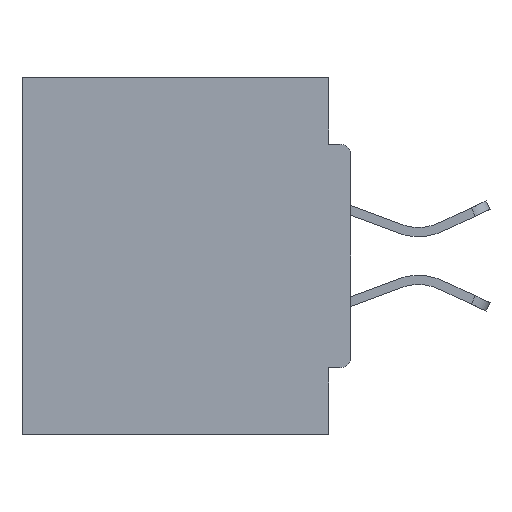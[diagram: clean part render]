
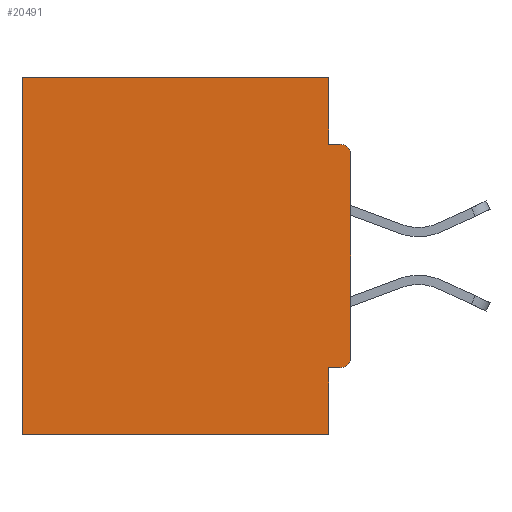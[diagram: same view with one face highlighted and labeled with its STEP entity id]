
A CAD part, left-side view. The second image highlights one B-rep face of the part: STEP entity #20491.
In plain terms, the highlighted planar face has unit normal (-1, 0, 0).
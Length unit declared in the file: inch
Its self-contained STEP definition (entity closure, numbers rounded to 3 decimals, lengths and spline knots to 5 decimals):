
#13 = CARTESIAN_POINT ( 'NONE',  ( 0.298, 0., 0. ) ) ;
#370 = DIRECTION ( 'NONE',  ( -1., 0., 0. ) ) ;
#385 = CARTESIAN_POINT ( 'NONE',  ( 0.298, 0., -0.3915 ) ) ;
#677 = VERTEX_POINT ( 'NONE', #23003 ) ;
#977 = DIRECTION ( 'NONE',  ( 0., 0., -1. ) ) ;
#1085 = DIRECTION ( 'NONE',  ( 0., 0., -1. ) ) ;
#1668 = ORIENTED_EDGE ( 'NONE', *, *, #27803, .F. ) ;
#1689 = VECTOR ( 'NONE', #30597, 39.37008 ) ;
#2205 = LINE ( 'NONE', #33862, #1689 ) ;
#3056 = LINE ( 'NONE', #18708, #21198 ) ;
#4566 = VERTEX_POINT ( 'NONE', #24432 ) ;
#4771 = VECTOR ( 'NONE', #33046, 39.37008 ) ;
#4773 = VERTEX_POINT ( 'NONE', #39215 ) ;
#5179 = AXIS2_PLACEMENT_3D ( 'NONE', #11739, #14828, #17954 ) ;
#5330 = ORIENTED_EDGE ( 'NONE', *, *, #12393, .F. ) ;
#5418 = PLANE ( 'NONE',  #5179 ) ;
#6399 = DIRECTION ( 'NONE',  ( -1., 0., 0. ) ) ;
#7815 = CARTESIAN_POINT ( 'NONE',  ( 0.298, 0.031, -0.5 ) ) ;
#8139 = VECTOR ( 'NONE', #29221, 39.37008 ) ;
#8805 = VERTEX_POINT ( 'NONE', #39181 ) ;
#9154 = VECTOR ( 'NONE', #977, 39.37008 ) ;
#10875 = DIRECTION ( 'NONE',  ( 0., 1., 0. ) ) ;
#11162 = LINE ( 'NONE', #13, #9154 ) ;
#11238 = ORIENTED_EDGE ( 'NONE', *, *, #15099, .F. ) ;
#11739 = CARTESIAN_POINT ( 'NONE',  ( 0.298, 0., 0. ) ) ;
#12393 = EDGE_CURVE ( 'NONE', #4566, #15600, #11162, .T. ) ;
#13893 = VECTOR ( 'NONE', #29966, 39.37008 ) ;
#14828 = DIRECTION ( 'NONE',  ( 1., 0., 0. ) ) ;
#15099 = EDGE_CURVE ( 'NONE', #677, #32425, #18490, .T. ) ;
#15600 = VERTEX_POINT ( 'NONE', #385 ) ;
#15720 = CARTESIAN_POINT ( 'NONE',  ( 0.298, 0.015, -0.4065 ) ) ;
#17153 = FACE_OUTER_BOUND ( 'NONE', #34089, .T. ) ;
#17954 = DIRECTION ( 'NONE',  ( 0., 0., -1. ) ) ;
#18121 = EDGE_CURVE ( 'NONE', #32096, #15600, #24684, .T. ) ;
#18230 = VERTEX_POINT ( 'NONE', #28922 ) ;
#18490 = LINE ( 'NONE', #35377, #23416 ) ;
#18708 = CARTESIAN_POINT ( 'NONE',  ( 0.298, 0., 0. ) ) ;
#18853 = CARTESIAN_POINT ( 'NONE',  ( 0.298, 0.015, -0.3915 ) ) ;
#18945 = DIRECTION ( 'NONE',  ( 0., 0., -1. ) ) ;
#19350 = EDGE_CURVE ( 'NONE', #4566, #4773, #32049, .T. ) ;
#20491 = ADVANCED_FACE ( 'NONE', ( #17153 ), #5418, .F. ) ;
#21112 = ORIENTED_EDGE ( 'NONE', *, *, #22915, .F. ) ;
#21198 = VECTOR ( 'NONE', #28359, 39.37008 ) ;
#21256 = ORIENTED_EDGE ( 'NONE', *, *, #19350, .T. ) ;
#22108 = ORIENTED_EDGE ( 'NONE', *, *, #28636, .T. ) ;
#22915 = EDGE_CURVE ( 'NONE', #32425, #27315, #33711, .T. ) ;
#23003 = CARTESIAN_POINT ( 'NONE',  ( 0.298, 0.031, -0.4065 ) ) ;
#23416 = VECTOR ( 'NONE', #1085, 39.37008 ) ;
#24432 = CARTESIAN_POINT ( 'NONE',  ( 0.298, 0., -0.1085 ) ) ;
#24657 = ORIENTED_EDGE ( 'NONE', *, *, #29696, .T. ) ;
#24684 = CIRCLE ( 'NONE', #37950, 0.015 ) ;
#25172 = CARTESIAN_POINT ( 'NONE',  ( 0.298, 0.015, -0.1085 ) ) ;
#25641 = LINE ( 'NONE', #26519, #13893 ) ;
#25810 = CARTESIAN_POINT ( 'NONE',  ( 0.298, 0., -0.4065 ) ) ;
#26471 = CARTESIAN_POINT ( 'NONE',  ( 0.298, 0., -0.5 ) ) ;
#26519 = CARTESIAN_POINT ( 'NONE',  ( 0.298, 0., -0.0935 ) ) ;
#27315 = VERTEX_POINT ( 'NONE', #27727 ) ;
#27727 = CARTESIAN_POINT ( 'NONE',  ( 0.298, 0.46, -0.5 ) ) ;
#27803 = EDGE_CURVE ( 'NONE', #18230, #35004, #31203, .T. ) ;
#28098 = CARTESIAN_POINT ( 'NONE',  ( 0.298, 0.031, -0.0935 ) ) ;
#28359 = DIRECTION ( 'NONE',  ( 0., 1., 0. ) ) ;
#28506 = DIRECTION ( 'NONE',  ( 0., 0., -1. ) ) ;
#28636 = EDGE_CURVE ( 'NONE', #8805, #27315, #2205, .T. ) ;
#28922 = CARTESIAN_POINT ( 'NONE',  ( 0.298, 0.031, 0. ) ) ;
#29221 = DIRECTION ( 'NONE',  ( 0., 0., -1. ) ) ;
#29696 = EDGE_CURVE ( 'NONE', #18230, #8805, #3056, .T. ) ;
#29966 = DIRECTION ( 'NONE',  ( 0., -1., 0. ) ) ;
#30597 = DIRECTION ( 'NONE',  ( 0., 0., -1. ) ) ;
#30724 = ORIENTED_EDGE ( 'NONE', *, *, #18121, .T. ) ;
#30995 = ORIENTED_EDGE ( 'NONE', *, *, #40386, .F. ) ;
#31203 = LINE ( 'NONE', #7815, #8139 ) ;
#31840 = EDGE_CURVE ( 'NONE', #35004, #4773, #25641, .T. ) ;
#31949 = AXIS2_PLACEMENT_3D ( 'NONE', #25172, #6399, #18945 ) ;
#32049 = CIRCLE ( 'NONE', #31949, 0.015 ) ;
#32096 = VERTEX_POINT ( 'NONE', #15720 ) ;
#32425 = VERTEX_POINT ( 'NONE', #35526 ) ;
#33046 = DIRECTION ( 'NONE',  ( 0., 1., 0. ) ) ;
#33711 = LINE ( 'NONE', #26471, #4771 ) ;
#33862 = CARTESIAN_POINT ( 'NONE',  ( 0.298, 0.46, 0. ) ) ;
#34089 = EDGE_LOOP ( 'NONE', ( #21256, #39185, #1668, #24657, #22108, #21112, #11238, #30995, #30724, #5330 ) ) ;
#34876 = VECTOR ( 'NONE', #10875, 39.37008 ) ;
#35004 = VERTEX_POINT ( 'NONE', #28098 ) ;
#35377 = CARTESIAN_POINT ( 'NONE',  ( 0.298, 0.031, -0.5 ) ) ;
#35526 = CARTESIAN_POINT ( 'NONE',  ( 0.298, 0.031, -0.5 ) ) ;
#36389 = LINE ( 'NONE', #25810, #34876 ) ;
#37950 = AXIS2_PLACEMENT_3D ( 'NONE', #18853, #370, #28506 ) ;
#39181 = CARTESIAN_POINT ( 'NONE',  ( 0.298, 0.46, 0. ) ) ;
#39185 = ORIENTED_EDGE ( 'NONE', *, *, #31840, .F. ) ;
#39215 = CARTESIAN_POINT ( 'NONE',  ( 0.298, 0.015, -0.0935 ) ) ;
#40386 = EDGE_CURVE ( 'NONE', #32096, #677, #36389, .T. ) ;
